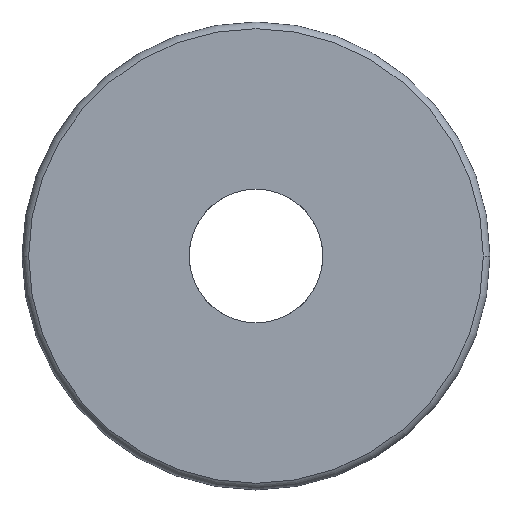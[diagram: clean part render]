
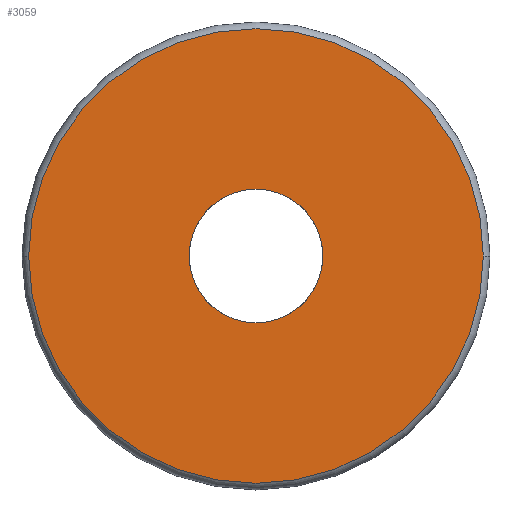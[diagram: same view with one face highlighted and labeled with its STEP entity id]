
A CAD part, front view. The second image highlights one B-rep face of the part: STEP entity #3059.
In plain terms, the highlighted planar face has unit normal (0, -1, 0).
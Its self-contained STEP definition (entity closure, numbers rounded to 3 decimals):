
#183 = EDGE_LOOP ( 'NONE', ( #3519, #848 ) ) ;
#359 = DIRECTION ( 'NONE',  ( 0., -1., 0. ) ) ;
#480 = VERTEX_POINT ( 'NONE', #4146 ) ;
#687 = DIRECTION ( 'NONE',  ( 0., -1., 0. ) ) ;
#724 = AXIS2_PLACEMENT_3D ( 'NONE', #1036, #359, #1930 ) ;
#813 = CIRCLE ( 'NONE', #1563, 5. ) ;
#822 = EDGE_LOOP ( 'NONE', ( #1779, #1140 ) ) ;
#838 = DIRECTION ( 'NONE',  ( 0., 0., -1. ) ) ;
#848 = ORIENTED_EDGE ( 'NONE', *, *, #1358, .F. ) ;
#944 = AXIS2_PLACEMENT_3D ( 'NONE', #1155, #2447, #838 ) ;
#988 = CIRCLE ( 'NONE', #3143, 5. ) ;
#1036 = CARTESIAN_POINT ( 'NONE',  ( 0., 0., 0. ) ) ;
#1099 = VERTEX_POINT ( 'NONE', #2212 ) ;
#1140 = ORIENTED_EDGE ( 'NONE', *, *, #3706, .T. ) ;
#1155 = CARTESIAN_POINT ( 'NONE',  ( 17., 0., 0. ) ) ;
#1231 = VERTEX_POINT ( 'NONE', #2232 ) ;
#1358 = EDGE_CURVE ( 'NONE', #1099, #480, #813, .T. ) ;
#1433 = DIRECTION ( 'NONE',  ( 0., 0., -1. ) ) ;
#1563 = AXIS2_PLACEMENT_3D ( 'NONE', #1768, #3048, #2754 ) ;
#1730 = VERTEX_POINT ( 'NONE', #2339 ) ;
#1743 = CARTESIAN_POINT ( 'NONE',  ( 0., 0., 0. ) ) ;
#1768 = CARTESIAN_POINT ( 'NONE',  ( 0., 0., 0. ) ) ;
#1779 = ORIENTED_EDGE ( 'NONE', *, *, #2122, .T. ) ;
#1874 = CIRCLE ( 'NONE', #3551, 17. ) ;
#1902 = FACE_OUTER_BOUND ( 'NONE', #822, .T. ) ;
#1930 = DIRECTION ( 'NONE',  ( 0., 0., -1. ) ) ;
#2122 = EDGE_CURVE ( 'NONE', #1231, #1730, #2542, .T. ) ;
#2212 = CARTESIAN_POINT ( 'NONE',  ( 0., 0., 5. ) ) ;
#2232 = CARTESIAN_POINT ( 'NONE',  ( 0., 0., -17. ) ) ;
#2339 = CARTESIAN_POINT ( 'NONE',  ( 0., 0., 17. ) ) ;
#2447 = DIRECTION ( 'NONE',  ( 0., -1., 0. ) ) ;
#2542 = CIRCLE ( 'NONE', #724, 17. ) ;
#2754 = DIRECTION ( 'NONE',  ( 0., 0., -1. ) ) ;
#2760 = PLANE ( 'NONE',  #944 ) ;
#3022 = DIRECTION ( 'NONE',  ( 0., -1., 0. ) ) ;
#3048 = DIRECTION ( 'NONE',  ( 0., -1., 0. ) ) ;
#3059 = ADVANCED_FACE ( 'NONE', ( #1902, #3181 ), #2760, .T. ) ;
#3143 = AXIS2_PLACEMENT_3D ( 'NONE', #1743, #3022, #1433 ) ;
#3181 = FACE_BOUND ( 'NONE', #183, .T. ) ;
#3519 = ORIENTED_EDGE ( 'NONE', *, *, #3901, .F. ) ;
#3551 = AXIS2_PLACEMENT_3D ( 'NONE', #3640, #687, #3596 ) ;
#3596 = DIRECTION ( 'NONE',  ( 0., 0., -1. ) ) ;
#3640 = CARTESIAN_POINT ( 'NONE',  ( 0., 0., 0. ) ) ;
#3706 = EDGE_CURVE ( 'NONE', #1730, #1231, #1874, .T. ) ;
#3901 = EDGE_CURVE ( 'NONE', #480, #1099, #988, .T. ) ;
#4146 = CARTESIAN_POINT ( 'NONE',  ( 0., 0., -5. ) ) ;
